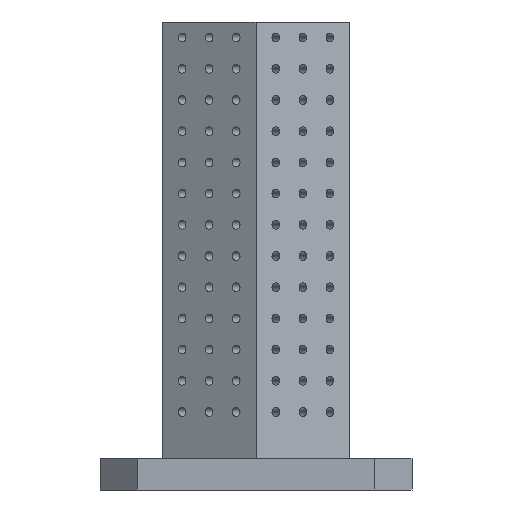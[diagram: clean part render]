
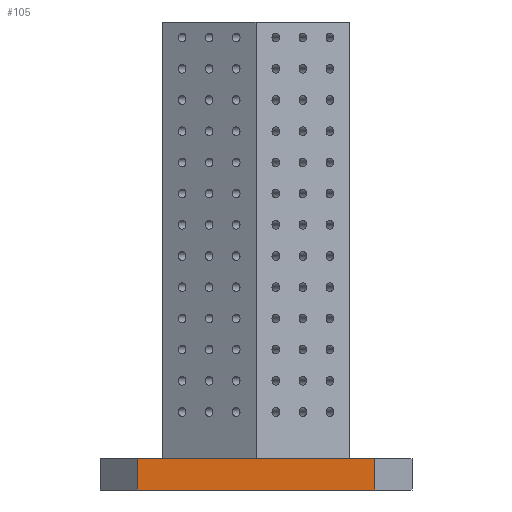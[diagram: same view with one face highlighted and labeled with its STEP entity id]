
A CAD part, left-side view. The second image highlights one B-rep face of the part: STEP entity #105.
In plain terms, the highlighted planar face has unit normal (-1, 0, 0).
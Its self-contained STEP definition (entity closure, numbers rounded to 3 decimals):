
#105 = ADVANCED_FACE( '', ( #1012 ), #1013, .F. );
#1012 = FACE_OUTER_BOUND( '', #2705, .T. );
#1013 = PLANE( '', #2706 );
#2705 = EDGE_LOOP( '', ( #4999, #5000, #5001, #5002 ) );
#2706 = AXIS2_PLACEMENT_3D( '', #5003, #5004, #5005 );
#4999 = ORIENTED_EDGE( '', *, *, #8777, .F. );
#5000 = ORIENTED_EDGE( '', *, *, #8986, .T. );
#5001 = ORIENTED_EDGE( '', *, *, #8513, .T. );
#5002 = ORIENTED_EDGE( '', *, *, #8135, .T. );
#5003 = CARTESIAN_POINT( '', ( -250., 250., 50. ) );
#5004 = DIRECTION( '', ( 1., 0., 0. ) );
#5005 = DIRECTION( '', ( 0., 1., 0. ) );
#8135 = EDGE_CURVE( '', #9417, #9414, #9418, .T. );
#8513 = EDGE_CURVE( '', #10155, #9417, #10156, .T. );
#8777 = EDGE_CURVE( '', #10662, #9414, #10664, .T. );
#8986 = EDGE_CURVE( '', #10662, #10155, #11073, .T. );
#9414 = VERTEX_POINT( '', #11532 );
#9417 = VERTEX_POINT( '', #11536 );
#9418 = LINE( '', #11537, #11538 );
#10155 = VERTEX_POINT( '', #12438 );
#10156 = LINE( '', #12439, #12440 );
#10662 = VERTEX_POINT( '', #13063 );
#10664 = LINE( '', #13066, #13067 );
#11073 = LINE( '', #13491, #13492 );
#11532 = CARTESIAN_POINT( '', ( -250., -190., 50. ) );
#11536 = CARTESIAN_POINT( '', ( -250., -190., 0. ) );
#11537 = CARTESIAN_POINT( '', ( -250., -190., 50. ) );
#11538 = VECTOR( '', #17655, 1000. );
#12438 = CARTESIAN_POINT( '', ( -250., 190., 0. ) );
#12439 = CARTESIAN_POINT( '', ( -250., 250., 0. ) );
#12440 = VECTOR( '', #18458, 1000. );
#13063 = CARTESIAN_POINT( '', ( -250., 190., 50. ) );
#13066 = CARTESIAN_POINT( '', ( -250., 250., 50. ) );
#13067 = VECTOR( '', #19012, 1000. );
#13491 = CARTESIAN_POINT( '', ( -250., 190., 50. ) );
#13492 = VECTOR( '', #19607, 1000. );
#17655 = DIRECTION( '', ( 0., 0., 1. ) );
#18458 = DIRECTION( '', ( 0., -1., 0. ) );
#19012 = DIRECTION( '', ( 0., -1., 0. ) );
#19607 = DIRECTION( '', ( 0., 0., -1. ) );
